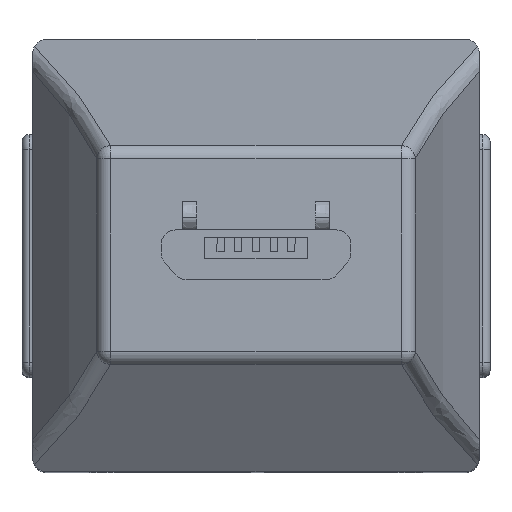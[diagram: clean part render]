
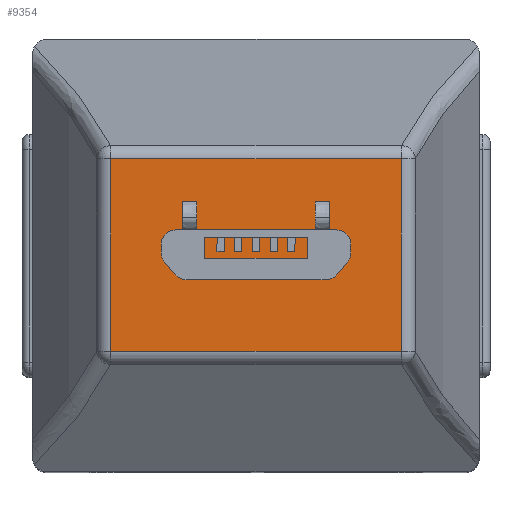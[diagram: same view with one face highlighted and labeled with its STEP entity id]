
A CAD part, top view. The second image highlights one B-rep face of the part: STEP entity #9354.
In plain terms, the highlighted planar face has unit normal (0, 0, 1).
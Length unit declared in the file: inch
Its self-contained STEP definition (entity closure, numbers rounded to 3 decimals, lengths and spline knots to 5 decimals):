
#1465 = PLANE ( 'NONE',  #1482 ) ;
#1477 = DIRECTION ( 'NONE',  ( 0., 0., -1. ) ) ;
#1478 = CARTESIAN_POINT ( 'NONE',  ( 0.222, 0.305, 0.58 ) ) ;
#1482 = AXIS2_PLACEMENT_3D ( 'NONE', #1478, #1477, #1490 ) ;
#1490 = DIRECTION ( 'NONE',  ( -1., 0., 0. ) ) ;
#1838 = FACE_OUTER_BOUND ( 'NONE', #9512, .T. ) ;
#9354 = ADVANCED_FACE ( 'NONE', ( #1838 ), #1465, .F. ) ;
#9467 = EDGE_CURVE ( 'NONE', #9631, #9603, #9680, .T. ) ;
#9485 = VERTEX_POINT ( 'NONE', #9730 ) ;
#9492 = EDGE_CURVE ( 'NONE', #9603, #9485, #9965, .T. ) ;
#9493 = ORIENTED_EDGE ( 'NONE', *, *, #9467, .T. ) ;
#9495 = VERTEX_POINT ( 'NONE', #9985 ) ;
#9512 = EDGE_LOOP ( 'NONE', ( #9493, #9596, #9574, #9529 ) ) ;
#9529 = ORIENTED_EDGE ( 'NONE', *, *, #9575, .T. ) ;
#9573 = EDGE_CURVE ( 'NONE', #9485, #9495, #11056, .T. ) ;
#9574 = ORIENTED_EDGE ( 'NONE', *, *, #9573, .T. ) ;
#9575 = EDGE_CURVE ( 'NONE', #9495, #9631, #11044, .T. ) ;
#9596 = ORIENTED_EDGE ( 'NONE', *, *, #9492, .T. ) ;
#9603 = VERTEX_POINT ( 'NONE', #11103 ) ;
#9631 = VERTEX_POINT ( 'NONE', #11280 ) ;
#9638 = DIRECTION ( 'NONE',  ( 0., 1., 0. ) ) ;
#9640 = VECTOR ( 'NONE', #9638, 39.37008 ) ;
#9642 = CARTESIAN_POINT ( 'NONE',  ( 0.20501, 0.305, 0.58 ) ) ;
#9680 = LINE ( 'NONE', #9642, #9640 ) ;
#9730 = CARTESIAN_POINT ( 'NONE',  ( -0.20501, 0.13553, 0.58 ) ) ;
#9961 = DIRECTION ( 'NONE',  ( -1., 0., 0. ) ) ;
#9962 = VECTOR ( 'NONE', #9961, 39.37008 ) ;
#9963 = CARTESIAN_POINT ( 'NONE',  ( 0.222, 0.13553, 0.58 ) ) ;
#9965 = LINE ( 'NONE', #9963, #9962 ) ;
#9985 = CARTESIAN_POINT ( 'NONE',  ( -0.20501, -0.13553, 0.58 ) ) ;
#11039 = DIRECTION ( 'NONE',  ( 1., 0., 0. ) ) ;
#11041 = VECTOR ( 'NONE', #11039, 39.37008 ) ;
#11043 = CARTESIAN_POINT ( 'NONE',  ( 0.222, -0.13553, 0.58 ) ) ;
#11044 = LINE ( 'NONE', #11043, #11041 ) ;
#11048 = DIRECTION ( 'NONE',  ( 0., -1., 0. ) ) ;
#11050 = VECTOR ( 'NONE', #11048, 39.37008 ) ;
#11054 = CARTESIAN_POINT ( 'NONE',  ( -0.20501, 0.305, 0.58 ) ) ;
#11056 = LINE ( 'NONE', #11054, #11050 ) ;
#11103 = CARTESIAN_POINT ( 'NONE',  ( 0.20501, 0.13553, 0.58 ) ) ;
#11280 = CARTESIAN_POINT ( 'NONE',  ( 0.20501, -0.13553, 0.58 ) ) ;
